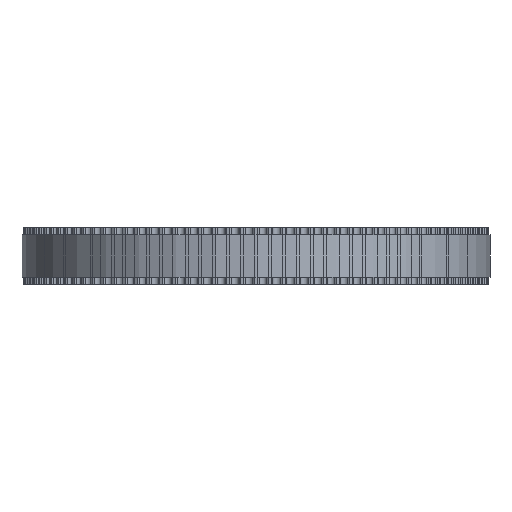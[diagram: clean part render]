
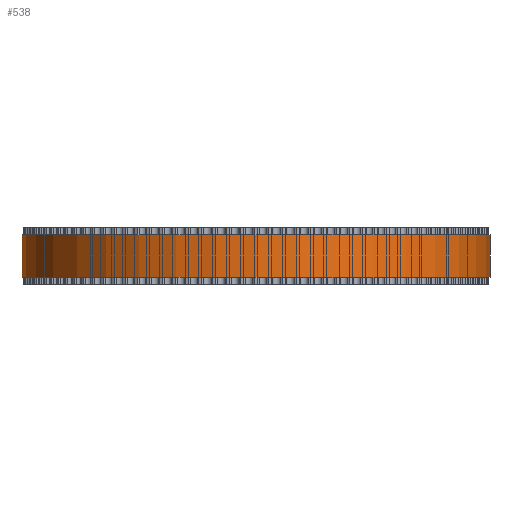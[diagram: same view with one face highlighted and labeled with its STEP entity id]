
A CAD part, front view. The second image highlights one B-rep face of the part: STEP entity #538.
In plain terms, the highlighted cylindrical face has radius 33.104 mm (diameter 66.208 mm), a full revolution.
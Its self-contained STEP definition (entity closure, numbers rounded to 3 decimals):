
#97=FACE_BOUND('',#1792,.T.);
#98=FACE_BOUND('',#1793,.T.);
#538=ADVANCED_FACE('',(#97,#98),#955,.T.);
#955=CYLINDRICAL_SURFACE('',#9295,33.104);
#1792=EDGE_LOOP('',(#5122));
#1793=EDGE_LOOP('',(#5123));
#5122=ORIENTED_EDGE('',*,*,#7206,.T.);
#5123=ORIENTED_EDGE('',*,*,#7207,.T.);
#5956=VERTEX_POINT('',#14720);
#5957=VERTEX_POINT('',#14722);
#7206=EDGE_CURVE('',#5956,#5956,#8040,.T.);
#7207=EDGE_CURVE('',#5957,#5957,#8041,.T.);
#8040=CIRCLE('',#9293,33.104);
#8041=CIRCLE('',#9294,33.104);
#9293=AXIS2_PLACEMENT_3D('',#14719,#12214,#12215);
#9294=AXIS2_PLACEMENT_3D('',#14721,#12216,#12217);
#9295=AXIS2_PLACEMENT_3D('',#14723,#12218,#12219);
#12214=DIRECTION('',(0.,0.,1.));
#12215=DIRECTION('',(1.,0.,0.));
#12216=DIRECTION('',(0.,0.,-1.));
#12217=DIRECTION('',(1.,0.,0.));
#12218=DIRECTION('',(0.,0.,1.));
#12219=DIRECTION('',(1.,0.,0.));
#14719=CARTESIAN_POINT('',(0.,0.,1.));
#14720=CARTESIAN_POINT('',(33.104,0.,1.));
#14721=CARTESIAN_POINT('',(0.,0.,7.));
#14722=CARTESIAN_POINT('',(33.104,0.,7.));
#14723=CARTESIAN_POINT('',(0.,0.,1.));
